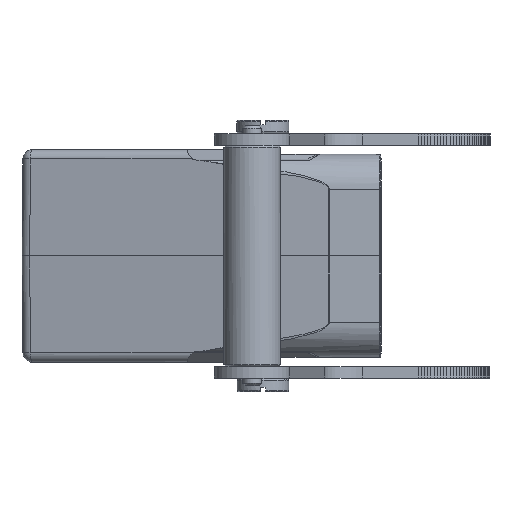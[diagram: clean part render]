
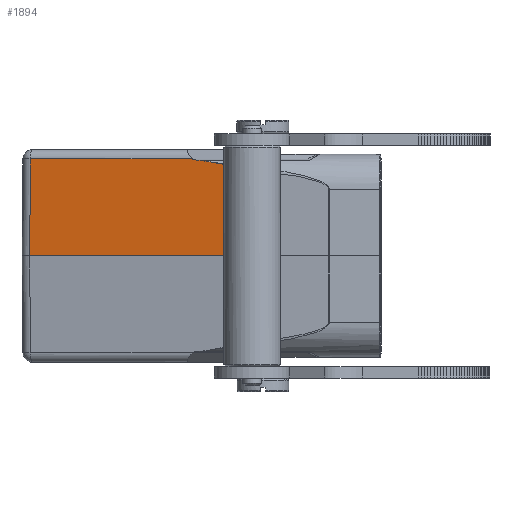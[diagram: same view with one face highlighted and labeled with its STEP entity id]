
A CAD part, left-side view. The second image highlights one B-rep face of the part: STEP entity #1894.
In plain terms, the highlighted planar face has unit normal (-0.982, 0.191, 0.009).
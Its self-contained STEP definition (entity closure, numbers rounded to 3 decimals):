
#633=B_SPLINE_CURVE_WITH_KNOTS('',3,(#21335,#21336,#21337,#21338,#21339,
#21340,#21341,#21342,#21343,#21344),.UNSPECIFIED.,.F.,.F.,(4,3,3,4),(0.,
0.091,0.446,1.),.UNSPECIFIED.);
#1238=FACE_OUTER_BOUND('',#3529,.T.);
#1894=ADVANCED_FACE('',(#1238),#2163,.T.);
#2163=PLANE('',#12690);
#3529=EDGE_LOOP('',(#8526,#8527,#8528,#8529,#8530,#8531,#8532,#8533));
#4046=LINE('',#20469,#4925);
#4049=LINE('',#20481,#4928);
#4050=LINE('',#20483,#4929);
#4390=LINE('',#21293,#5269);
#4403=LINE('',#21403,#5282);
#4925=VECTOR('',#15230,1.);
#4928=VECTOR('',#15241,1.);
#4929=VECTOR('',#15244,1.);
#5269=VECTOR('',#16020,1.);
#5282=VECTOR('',#16069,1.);
#8526=ORIENTED_EDGE('',*,*,#11274,.T.);
#8527=ORIENTED_EDGE('',*,*,#11272,.T.);
#8528=ORIENTED_EDGE('',*,*,#11257,.T.);
#8529=ORIENTED_EDGE('',*,*,#11255,.F.);
#8530=ORIENTED_EDGE('',*,*,#10855,.T.);
#8531=ORIENTED_EDGE('',*,*,#10856,.F.);
#8532=ORIENTED_EDGE('',*,*,#10849,.T.);
#8533=ORIENTED_EDGE('',*,*,#11276,.T.);
#8970=VERTEX_POINT('',#17514);
#9380=VERTEX_POINT('',#20470);
#9382=VERTEX_POINT('',#20476);
#9384=VERTEX_POINT('',#20480);
#9637=VERTEX_POINT('',#21294);
#9638=VERTEX_POINT('',#21298);
#9641=VERTEX_POINT('',#21327);
#9642=VERTEX_POINT('',#21345);
#10849=EDGE_CURVE('',#9380,#8970,#4046,.T.);
#10855=EDGE_CURVE('',#9382,#9384,#4049,.T.);
#10856=EDGE_CURVE('',#9380,#9384,#4050,.T.);
#11255=EDGE_CURVE('',#9382,#9637,#4390,.T.);
#11257=EDGE_CURVE('',#9638,#9637,#11435,.T.);
#11272=EDGE_CURVE('',#9641,#9638,#11438,.T.);
#11274=EDGE_CURVE('',#9642,#9641,#633,.T.);
#11276=EDGE_CURVE('',#8970,#9642,#4403,.T.);
#11435=ELLIPSE('',#12673,10.482,2.);
#11438=ELLIPSE('',#12687,39.308,7.5);
#12673=AXIS2_PLACEMENT_3D('',#21297,#16025,#16026);
#12687=AXIS2_PLACEMENT_3D('',#21326,#16065,#16066);
#12690=AXIS2_PLACEMENT_3D('',#21405,#16072,#16073);
#15230=DIRECTION('',(-0.191,-0.982,0.));
#15241=DIRECTION('',(0.191,0.982,0.));
#15244=DIRECTION('',(0.007,-0.009,1.));
#16020=DIRECTION('',(-0.13,-0.634,-0.763));
#16025=DIRECTION('',(-0.982,0.191,0.009));
#16026=DIRECTION('',(0.191,0.982,-0.002));
#16065=DIRECTION('',(-0.982,0.191,0.009));
#16066=DIRECTION('',(0.191,0.982,-0.002));
#16069=DIRECTION('',(0.009,-0.001,1.));
#16072=DIRECTION('',(-0.982,0.191,0.009));
#16073=DIRECTION('',(-0.191,-0.982,0.));
#17514=CARTESIAN_POINT('',(-44.743,0.048,0.));
#20469=CARTESIAN_POINT('',(-36.514,42.382,0.));
#20470=CARTESIAN_POINT('',(-36.514,42.382,0.));
#20476=CARTESIAN_POINT('',(-43.023,7.954,20.517));
#20480=CARTESIAN_POINT('',(-36.366,42.203,20.517));
#20481=CARTESIAN_POINT('',(-45.944,-7.069,20.517));
#20483=CARTESIAN_POINT('',(-36.511,42.379,0.362));
#21293=CARTESIAN_POINT('',(-43.023,7.954,20.517));
#21294=CARTESIAN_POINT('',(-43.052,7.814,20.349));
#21297=CARTESIAN_POINT('',(-42.29,11.82,18.5));
#21298=CARTESIAN_POINT('',(-43.44,5.83,20.136));
#21326=CARTESIAN_POINT('',(-39.128,28.295,14.));
#21327=CARTESIAN_POINT('',(-43.861,3.676,19.818));
#21335=CARTESIAN_POINT('',(-44.58,0.024,18.83));
#21336=CARTESIAN_POINT('',(-44.564,0.102,18.917));
#21337=CARTESIAN_POINT('',(-44.542,0.212,18.969));
#21338=CARTESIAN_POINT('',(-44.521,0.317,19.018));
#21339=CARTESIAN_POINT('',(-44.44,0.726,19.208));
#21340=CARTESIAN_POINT('',(-44.353,1.169,19.315));
#21341=CARTESIAN_POINT('',(-44.267,1.607,19.419));
#21342=CARTESIAN_POINT('',(-44.133,2.29,19.582));
#21343=CARTESIAN_POINT('',(-43.997,2.983,19.707));
#21344=CARTESIAN_POINT('',(-43.861,3.676,19.818));
#21345=CARTESIAN_POINT('',(-44.58,0.024,18.83));
#21403=CARTESIAN_POINT('',(-44.743,0.048,-0.003));
#21405=CARTESIAN_POINT('',(-46.119,-7.035,0.));
